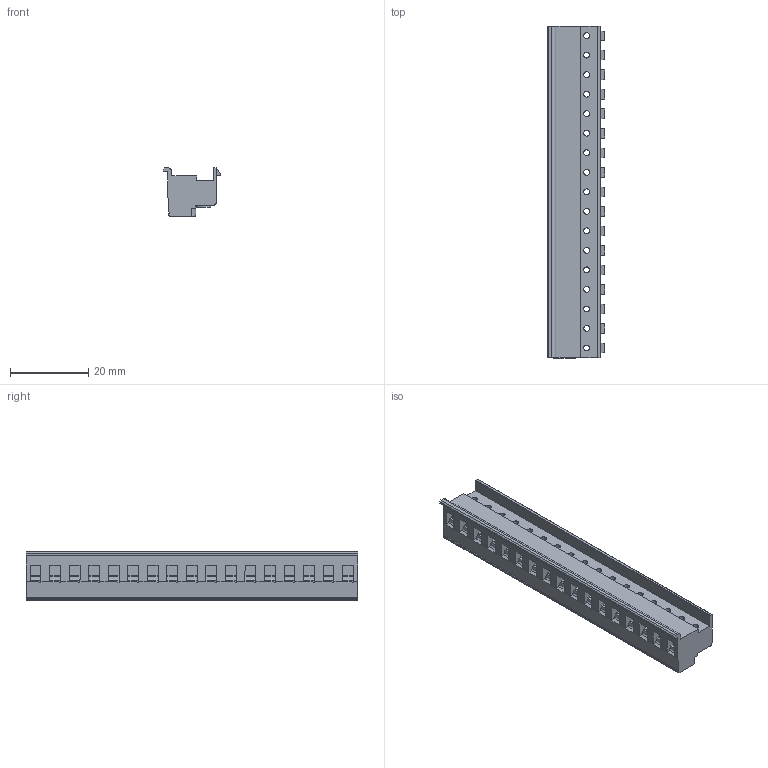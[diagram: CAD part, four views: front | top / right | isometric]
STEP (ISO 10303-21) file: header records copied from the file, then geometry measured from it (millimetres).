
FILE_DESCRIPTION((''),'2;1');
FILE_NAME('TL219-XXP-XC','2024-11-20T15:36:17',('sheji'),(''),'CREO PARAMETRIC BY PTC INC, 2018100','CREO PARAMETRIC BY PTC INC, 2018100','');
FILE_SCHEMA(('CONFIG_CONTROL_DESIGN'));
Length unit declared in the file: millimetre
Products named in the file (1): TL219-XXP-XC
Bounding box: 14.7 x 85 x 12.35 mm (x, y, z)
Volume: 8606.1 mm3; surface area: 6873.7 mm2
Topology: 1 solids, 1 shells, 844 faces, 2475 edges, 1650 vertices
Faces by surface type: plane 616, cylinder 228
Entity records: 28240 total; most frequent: CARTESIAN_POINT 5262, ORIENTED_EDGE 4950, DIRECTION 4636, EDGE_CURVE 2475, VECTOR 1900, LINE 1900, VERTEX_POINT 1650, AXIS2_PLACEMENT_3D 1368
